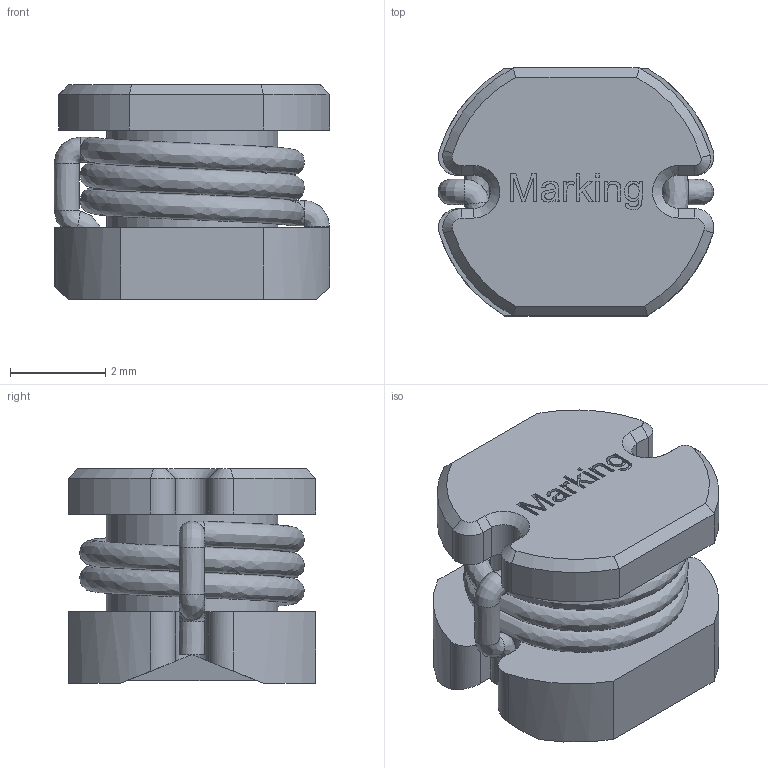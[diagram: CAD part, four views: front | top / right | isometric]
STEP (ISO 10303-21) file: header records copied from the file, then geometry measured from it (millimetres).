
FILE_DESCRIPTION(/* description */ ('Unknown'),/* implementation_level */ '2;1');
FILE_NAME(/* name */ 'L_Wurth_WE-PD2_5848',/* time_stamp */ '2022-03-08T11:31:35+08:00',/* author */ ('Unknown'),/* organization */ ('Unknown'),/* preprocessor_version */ 'ST-DEVELOPER v16.7',/* originating_system */ 'Solid Edge',/* authorisation */ 'Unknown');
FILE_SCHEMA (('AUTOMOTIVE_DESIGN {1 0 10303 214 3 1 1}'));
Length unit declared in the file: millimetre
Products named in the file (2): L_Wurth_WE-PD2_5848
Assembly tree (1 placements, depth 2):
  L_Wurth_WE-PD2_5848
    L_Wurth_WE-PD2_5848
Bounding box: 5.79 x 5.2 x 4.5 mm (x, y, z)
Volume: 85.9 mm3; surface area: 219.4 mm2
Topology: 2 solids, 2 shells, 146 faces, 368 edges, 238 vertices
Faces by surface type: plane 91, bspline 23, cylinder 22, cone 10
Full cylindrical faces by diameter (mm): 3.6 x1
Entity records: 7394 total; most frequent: CARTESIAN_POINT 3062, ORIENTED_EDGE 706, DIRECTION 627, EDGE_CURVE 353, LINE 249, VECTOR 249, VERTEX_POINT 235, AXIS2_PLACEMENT_3D 189
